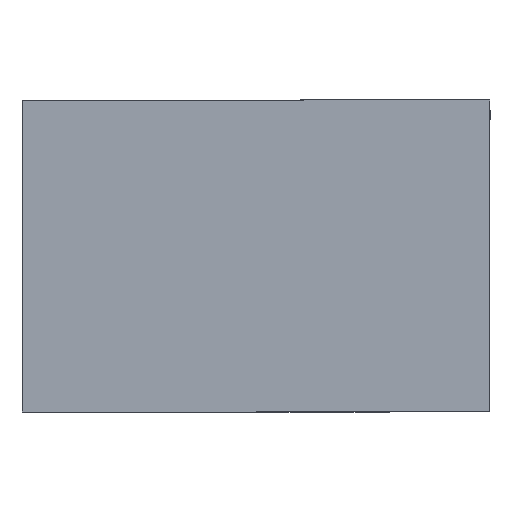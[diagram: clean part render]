
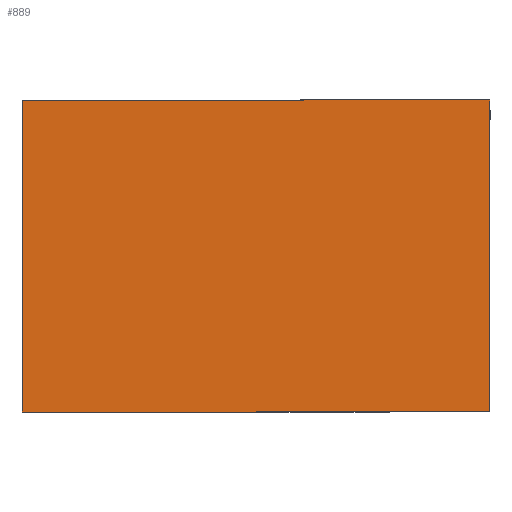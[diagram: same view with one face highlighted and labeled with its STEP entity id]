
A CAD part, front view. The second image highlights one B-rep face of the part: STEP entity #889.
In plain terms, the highlighted planar face has unit normal (0, -1, 0).
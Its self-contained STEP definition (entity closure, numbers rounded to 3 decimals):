
#46 = DIRECTION ( 'NONE',  ( 1., 0., 0. ) ) ;
#64 = CARTESIAN_POINT ( 'NONE',  ( -6.281, -1.878, 0. ) ) ;
#81 = EDGE_LOOP ( 'NONE', ( #189, #989, #1344, #573 ) ) ;
#186 = CARTESIAN_POINT ( 'NONE',  ( -14.281, -1.878, 12. ) ) ;
#189 = ORIENTED_EDGE ( 'NONE', *, *, #878, .T. ) ;
#236 = VECTOR ( 'NONE', #658, 1000. ) ;
#266 = VECTOR ( 'NONE', #1226, 1000. ) ;
#285 = CARTESIAN_POINT ( 'NONE',  ( -14.281, -1.878, 0. ) ) ;
#302 = PLANE ( 'NONE',  #1006 ) ;
#427 = VECTOR ( 'NONE', #1325, 1000. ) ;
#468 = VERTEX_POINT ( 'NONE', #1195 ) ;
#472 = VERTEX_POINT ( 'NONE', #884 ) ;
#502 = FACE_OUTER_BOUND ( 'NONE', #81, .T. ) ;
#549 = LINE ( 'NONE', #285, #266 ) ;
#573 = ORIENTED_EDGE ( 'NONE', *, *, #766, .T. ) ;
#582 = CARTESIAN_POINT ( 'NONE',  ( -14.281, -1.878, 0. ) ) ;
#658 = DIRECTION ( 'NONE',  ( 1., 0., 0. ) ) ;
#680 = LINE ( 'NONE', #64, #427 ) ;
#747 = CARTESIAN_POINT ( 'NONE',  ( -14.281, -1.878, 12. ) ) ;
#766 = EDGE_CURVE ( 'NONE', #1352, #468, #1297, .T. ) ;
#793 = LINE ( 'NONE', #747, #236 ) ;
#806 = DIRECTION ( 'NONE',  ( 0., 1., 0. ) ) ;
#878 = EDGE_CURVE ( 'NONE', #468, #472, #680, .T. ) ;
#884 = CARTESIAN_POINT ( 'NONE',  ( -6.281, -1.878, 12. ) ) ;
#889 = ADVANCED_FACE ( 'NONE', ( #502 ), #302, .F. ) ;
#919 = CARTESIAN_POINT ( 'NONE',  ( -14.281, -1.878, 0. ) ) ;
#929 = VERTEX_POINT ( 'NONE', #186 ) ;
#989 = ORIENTED_EDGE ( 'NONE', *, *, #1078, .F. ) ;
#1006 = AXIS2_PLACEMENT_3D ( 'NONE', #919, #806, #1128 ) ;
#1034 = EDGE_CURVE ( 'NONE', #1352, #929, #549, .T. ) ;
#1054 = VECTOR ( 'NONE', #46, 1000. ) ;
#1078 = EDGE_CURVE ( 'NONE', #929, #472, #793, .T. ) ;
#1128 = DIRECTION ( 'NONE',  ( 0., 0., 1. ) ) ;
#1195 = CARTESIAN_POINT ( 'NONE',  ( -6.281, -1.878, 0. ) ) ;
#1226 = DIRECTION ( 'NONE',  ( 0., 0., 1. ) ) ;
#1297 = LINE ( 'NONE', #1311, #1054 ) ;
#1311 = CARTESIAN_POINT ( 'NONE',  ( -14.281, -1.878, 0. ) ) ;
#1325 = DIRECTION ( 'NONE',  ( 0., 0., 1. ) ) ;
#1344 = ORIENTED_EDGE ( 'NONE', *, *, #1034, .F. ) ;
#1352 = VERTEX_POINT ( 'NONE', #582 ) ;
